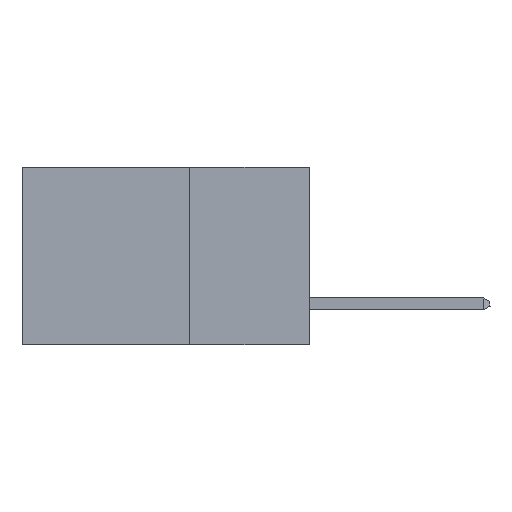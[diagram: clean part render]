
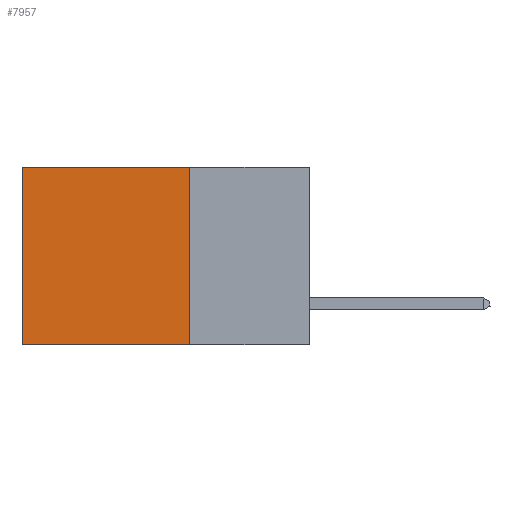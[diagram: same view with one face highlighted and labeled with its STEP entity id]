
A CAD part, left-side view. The second image highlights one B-rep face of the part: STEP entity #7957.
In plain terms, the highlighted planar face has unit normal (-1, 0, 0).
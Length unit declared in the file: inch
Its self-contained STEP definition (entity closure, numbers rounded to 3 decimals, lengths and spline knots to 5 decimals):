
#1070 = ORIENTED_EDGE ( 'NONE', *, *, #13406, .T. ) ;
#2748 = CARTESIAN_POINT ( 'NONE',  ( 0.2875, 0.25, -0.37 ) ) ;
#2759 = CARTESIAN_POINT ( 'NONE',  ( 0.2875, 0.6, 0. ) ) ;
#3649 = DIRECTION ( 'NONE',  ( 1., 0., 0. ) ) ;
#4251 = DIRECTION ( 'NONE',  ( 0., 1., 0. ) ) ;
#4391 = CARTESIAN_POINT ( 'NONE',  ( 0.2875, 0.25, 0. ) ) ;
#5794 = CARTESIAN_POINT ( 'NONE',  ( 0.2875, 0.25, 0. ) ) ;
#5876 = EDGE_LOOP ( 'NONE', ( #1070, #14454, #18499, #12515 ) ) ;
#6531 = EDGE_CURVE ( 'NONE', #9688, #9251, #8871, .T. ) ;
#6584 = PLANE ( 'NONE',  #9348 ) ;
#7329 = DIRECTION ( 'NONE',  ( 0., 0., -1. ) ) ;
#7483 = VERTEX_POINT ( 'NONE', #12548 ) ;
#7957 = ADVANCED_FACE ( 'NONE', ( #13080 ), #6584, .F. ) ;
#8030 = VECTOR ( 'NONE', #7329, 39.37008 ) ;
#8871 = LINE ( 'NONE', #4391, #9553 ) ;
#8888 = EDGE_CURVE ( 'NONE', #17008, #7483, #10065, .T. ) ;
#9251 = VERTEX_POINT ( 'NONE', #2759 ) ;
#9348 = AXIS2_PLACEMENT_3D ( 'NONE', #9543, #3649, #15854 ) ;
#9543 = CARTESIAN_POINT ( 'NONE',  ( 0.2875, 0.25, 0. ) ) ;
#9553 = VECTOR ( 'NONE', #11566, 39.37008 ) ;
#9688 = VERTEX_POINT ( 'NONE', #11150 ) ;
#9966 = CARTESIAN_POINT ( 'NONE',  ( 0.2875, 0.25, -0.37 ) ) ;
#10065 = LINE ( 'NONE', #2748, #10504 ) ;
#10504 = VECTOR ( 'NONE', #4251, 39.37008 ) ;
#11150 = CARTESIAN_POINT ( 'NONE',  ( 0.2875, 0.25, 0. ) ) ;
#11566 = DIRECTION ( 'NONE',  ( 0., 1., 0. ) ) ;
#12515 = ORIENTED_EDGE ( 'NONE', *, *, #6531, .T. ) ;
#12548 = CARTESIAN_POINT ( 'NONE',  ( 0.2875, 0.6, -0.37 ) ) ;
#12604 = EDGE_CURVE ( 'NONE', #9688, #17008, #18948, .T. ) ;
#12642 = VECTOR ( 'NONE', #18170, 39.37008 ) ;
#13080 = FACE_OUTER_BOUND ( 'NONE', #5876, .T. ) ;
#13406 = EDGE_CURVE ( 'NONE', #9251, #7483, #16557, .T. ) ;
#14454 = ORIENTED_EDGE ( 'NONE', *, *, #8888, .F. ) ;
#15854 = DIRECTION ( 'NONE',  ( 0., 0., -1. ) ) ;
#16557 = LINE ( 'NONE', #16643, #12642 ) ;
#16643 = CARTESIAN_POINT ( 'NONE',  ( 0.2875, 0.6, 0. ) ) ;
#17008 = VERTEX_POINT ( 'NONE', #9966 ) ;
#18170 = DIRECTION ( 'NONE',  ( 0., 0., -1. ) ) ;
#18499 = ORIENTED_EDGE ( 'NONE', *, *, #12604, .F. ) ;
#18948 = LINE ( 'NONE', #5794, #8030 ) ;
